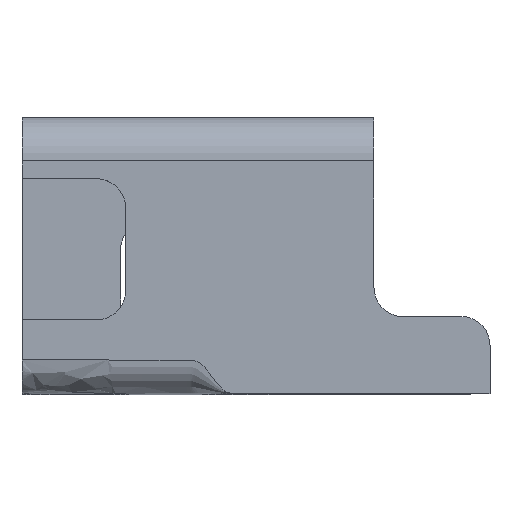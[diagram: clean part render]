
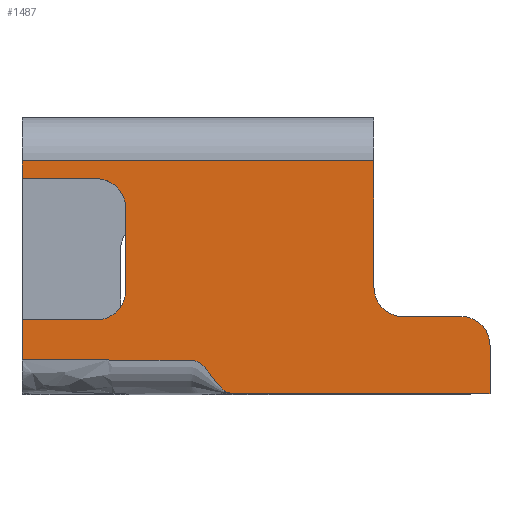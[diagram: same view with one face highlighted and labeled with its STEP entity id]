
A CAD part, top view. The second image highlights one B-rep face of the part: STEP entity #1487.
In plain terms, the highlighted planar face has unit normal (0, 0, 1).
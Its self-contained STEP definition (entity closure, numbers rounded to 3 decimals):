
#45=PLANE('',#1633);
#65=B_SPLINE_CURVE_WITH_KNOTS('',3,(#2640,#2641,#2642,#2643,#2644,#2645,
#2646,#2647,#2648,#2649,#2650,#2651,#2652,#2653,#2654,#2655,#2656),
 .UNSPECIFIED.,.F.,.F.,(4,1,1,1,1,1,1,1,1,1,1,1,1,1,4),(-1.868,-1.79,
-1.712,-1.635,-1.557,-1.518,
-1.479,-1.44,-1.401,-1.362,
-1.324,-1.246,-0.935,-0.623,0.31),
 .UNSPECIFIED.);
#121=FACE_OUTER_BOUND('',#198,.T.);
#198=EDGE_LOOP('',(#1303,#1304,#1305,#1306,#1307,#1308,#1309,#1310,#1311,
#1312,#1313,#1314,#1315,#1316,#1317));
#231=LINE('',#2213,#384);
#248=LINE('',#2257,#401);
#295=LINE('',#2402,#448);
#304=LINE('',#2659,#457);
#309=LINE('',#2669,#462);
#311=LINE('',#2675,#464);
#320=LINE('',#2696,#473);
#323=LINE('',#2704,#476);
#356=LINE('',#2788,#509);
#357=LINE('',#2790,#510);
#384=VECTOR('',#1694,10.);
#401=VECTOR('',#1725,10.);
#448=VECTOR('',#1842,10.);
#457=VECTOR('',#1869,10.);
#462=VECTOR('',#1880,10.);
#464=VECTOR('',#1888,10.);
#473=VECTOR('',#1917,10.);
#476=VECTOR('',#1926,10.);
#509=VECTOR('',#2017,10.);
#510=VECTOR('',#2020,10.);
#572=CIRCLE('',#1586,3.);
#573=CIRCLE('',#1589,3.);
#574=CIRCLE('',#1599,3.);
#575=CIRCLE('',#1602,3.);
#610=VERTEX_POINT('',#2210);
#611=VERTEX_POINT('',#2212);
#631=VERTEX_POINT('',#2256);
#693=VERTEX_POINT('',#2399);
#694=VERTEX_POINT('',#2401);
#706=VERTEX_POINT('',#2617);
#707=VERTEX_POINT('',#2658);
#708=VERTEX_POINT('',#2663);
#709=VERTEX_POINT('',#2664);
#710=VERTEX_POINT('',#2671);
#711=VERTEX_POINT('',#2690);
#712=VERTEX_POINT('',#2692);
#713=VERTEX_POINT('',#2698);
#714=VERTEX_POINT('',#2700);
#736=VERTEX_POINT('',#2786);
#761=EDGE_CURVE('',#610,#611,#231,.T.);
#783=EDGE_CURVE('',#631,#611,#248,.T.);
#857=EDGE_CURVE('',#694,#693,#295,.F.);
#874=EDGE_CURVE('',#694,#706,#65,.T.);
#875=EDGE_CURVE('',#707,#706,#304,.T.);
#878=EDGE_CURVE('',#708,#709,#572,.T.);
#881=EDGE_CURVE('',#693,#709,#309,.T.);
#882=EDGE_CURVE('',#631,#710,#573,.T.);
#884=EDGE_CURVE('',#708,#710,#311,.T.);
#892=EDGE_CURVE('',#711,#712,#574,.T.);
#894=EDGE_CURVE('',#711,#707,#320,.T.);
#896=EDGE_CURVE('',#713,#714,#575,.T.);
#898=EDGE_CURVE('',#713,#712,#323,.T.);
#942=EDGE_CURVE('',#610,#736,#356,.T.);
#943=EDGE_CURVE('',#736,#714,#357,.T.);
#1303=ORIENTED_EDGE('',*,*,#761,.F.);
#1304=ORIENTED_EDGE('',*,*,#942,.T.);
#1305=ORIENTED_EDGE('',*,*,#943,.T.);
#1306=ORIENTED_EDGE('',*,*,#896,.F.);
#1307=ORIENTED_EDGE('',*,*,#898,.T.);
#1308=ORIENTED_EDGE('',*,*,#892,.F.);
#1309=ORIENTED_EDGE('',*,*,#894,.T.);
#1310=ORIENTED_EDGE('',*,*,#875,.T.);
#1311=ORIENTED_EDGE('',*,*,#874,.F.);
#1312=ORIENTED_EDGE('',*,*,#857,.T.);
#1313=ORIENTED_EDGE('',*,*,#881,.T.);
#1314=ORIENTED_EDGE('',*,*,#878,.F.);
#1315=ORIENTED_EDGE('',*,*,#884,.T.);
#1316=ORIENTED_EDGE('',*,*,#882,.F.);
#1317=ORIENTED_EDGE('',*,*,#783,.T.);
#1487=ADVANCED_FACE('',(#121),#45,.T.);
#1586=AXIS2_PLACEMENT_3D('',#2665,#1874,#1875);
#1589=AXIS2_PLACEMENT_3D('',#2672,#1883,#1884);
#1599=AXIS2_PLACEMENT_3D('',#2693,#1912,#1913);
#1602=AXIS2_PLACEMENT_3D('',#2701,#1921,#1922);
#1633=AXIS2_PLACEMENT_3D('',#2789,#2018,#2019);
#1694=DIRECTION('',(1.,0.,0.));
#1725=DIRECTION('',(0.,1.,0.));
#1842=DIRECTION('',(-1.,0.,0.));
#1869=DIRECTION('',(0.,-1.,0.));
#1874=DIRECTION('center_axis',(0.,0.,-1.));
#1875=DIRECTION('ref_axis',(0.707,0.707,0.));
#1880=DIRECTION('',(0.,1.,0.));
#1883=DIRECTION('center_axis',(0.,0.,1.));
#1884=DIRECTION('ref_axis',(-0.707,-0.707,0.));
#1888=DIRECTION('',(-1.,0.,0.));
#1912=DIRECTION('center_axis',(0.,0.,1.));
#1913=DIRECTION('ref_axis',(0.707,-0.707,0.));
#1917=DIRECTION('',(-1.,0.,0.));
#1921=DIRECTION('center_axis',(0.,0.,1.));
#1922=DIRECTION('ref_axis',(0.707,0.707,0.));
#1926=DIRECTION('',(0.,-1.,0.));
#2017=DIRECTION('',(0.,-1.,0.));
#2018=DIRECTION('center_axis',(0.,0.,1.));
#2019=DIRECTION('ref_axis',(1.,0.,0.));
#2020=DIRECTION('',(1.,0.,0.));
#2210=CARTESIAN_POINT('',(-18.2,9.8,49.2));
#2212=CARTESIAN_POINT('',(18.2,9.8,49.2));
#2213=CARTESIAN_POINT('',(15.1,9.8,49.2));
#2256=CARTESIAN_POINT('',(18.2,-3.3,49.2));
#2257=CARTESIAN_POINT('',(18.2,-3.15,49.2));
#2399=CARTESIAN_POINT('',(30.2,-14.3,49.2));
#2401=CARTESIAN_POINT('',(3.58,-14.3,49.2));
#2402=CARTESIAN_POINT('',(-15.1,-14.3,49.2));
#2617=CARTESIAN_POINT('',(-18.2,-10.8,49.2));
#2640=CARTESIAN_POINT('Ctrl Pts',(3.58,-14.3,49.2));
#2641=CARTESIAN_POINT('Ctrl Pts',(3.321,-14.3,49.2));
#2642=CARTESIAN_POINT('Ctrl Pts',(2.802,-14.064,49.2));
#2643=CARTESIAN_POINT('Ctrl Pts',(2.024,-13.305,49.2));
#2644=CARTESIAN_POINT('Ctrl Pts',(1.246,-12.217,49.2));
#2645=CARTESIAN_POINT('Ctrl Pts',(0.598,-11.423,49.2));
#2646=CARTESIAN_POINT('Ctrl Pts',(0.08,-11.026,
49.2));
#2647=CARTESIAN_POINT('Ctrl Pts',(-0.309,-10.859,49.2));
#2648=CARTESIAN_POINT('Ctrl Pts',(-0.698,-10.803,
49.2));
#2649=CARTESIAN_POINT('Ctrl Pts',(-1.087,-10.801,49.2));
#2650=CARTESIAN_POINT('Ctrl Pts',(-1.476,-10.801,49.2));
#2651=CARTESIAN_POINT('Ctrl Pts',(-1.995,-10.801,49.2));
#2652=CARTESIAN_POINT('Ctrl Pts',(-3.421,-10.801,49.2));
#2653=CARTESIAN_POINT('Ctrl Pts',(-5.754,-10.8,49.2));
#2654=CARTESIAN_POINT('Ctrl Pts',(-10.94,-10.8,49.2));
#2655=CARTESIAN_POINT('Ctrl Pts',(-15.089,-10.8,49.2));
#2656=CARTESIAN_POINT('Ctrl Pts',(-18.2,-10.8,49.2));
#2658=CARTESIAN_POINT('',(-18.2,-6.65,49.2));
#2659=CARTESIAN_POINT('',(-18.2,7.15,49.2));
#2663=CARTESIAN_POINT('',(27.2,-6.3,49.2));
#2664=CARTESIAN_POINT('',(30.2,-9.3,49.2));
#2665=CARTESIAN_POINT('Origin',(27.2,-9.3,49.2));
#2669=CARTESIAN_POINT('',(30.2,-6.35,49.2));
#2671=CARTESIAN_POINT('',(21.2,-6.3,49.2));
#2672=CARTESIAN_POINT('Origin',(21.2,-3.3,49.2));
#2675=CARTESIAN_POINT('',(15.1,-6.3,49.2));
#2690=CARTESIAN_POINT('',(-10.5,-6.65,49.2));
#2692=CARTESIAN_POINT('',(-7.5,-3.65,49.2));
#2693=CARTESIAN_POINT('Origin',(-10.5,-3.65,49.2));
#2696=CARTESIAN_POINT('',(-15.1,-6.65,49.2));
#2698=CARTESIAN_POINT('',(-7.5,4.95,49.2));
#2700=CARTESIAN_POINT('',(-10.5,7.95,49.2));
#2701=CARTESIAN_POINT('Origin',(-10.5,4.95,49.2));
#2704=CARTESIAN_POINT('',(-7.5,-3.325,49.2));
#2786=CARTESIAN_POINT('',(-18.2,7.95,49.2));
#2788=CARTESIAN_POINT('',(-18.2,7.15,49.2));
#2789=CARTESIAN_POINT('Origin',(0.,0.,
49.2));
#2790=CARTESIAN_POINT('',(-3.75,7.95,49.2));
